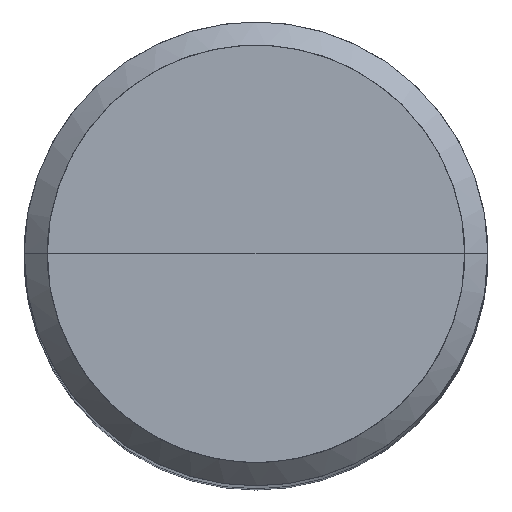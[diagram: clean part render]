
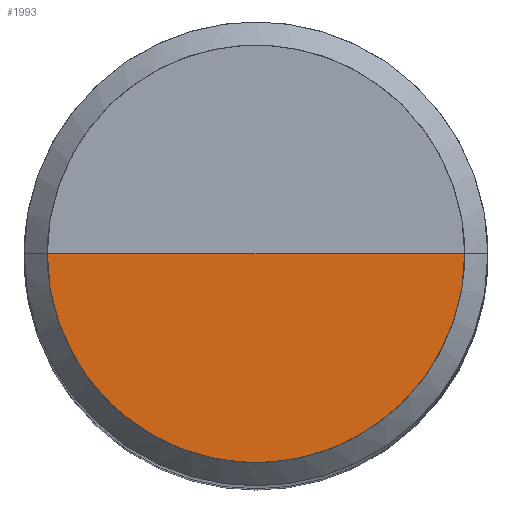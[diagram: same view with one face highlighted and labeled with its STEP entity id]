
A CAD part, top view. The second image highlights one B-rep face of the part: STEP entity #1993.
In plain terms, the highlighted free-form (B-spline) face has degree [1, 2] with [2, 5] control points.
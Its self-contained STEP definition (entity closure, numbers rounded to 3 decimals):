
#1680=CARTESIAN_POINT('',(9.0,0.0,64.0));
#1684=CARTESIAN_POINT('',(-9.0,0.0,64.0));
#1685=CARTESIAN_POINT('',(0.0,0.0,64.0));
#1692=CARTESIAN_POINT('',(-9.0,-9.0,64.0));
#1693=CARTESIAN_POINT('',(0.0,-9.0,64.0));
#1694=CARTESIAN_POINT('',(9.0,-9.0,64.0));
#1978=(
BOUNDED_SURFACE()
B_SPLINE_SURFACE(1,2,(
(#1684,#1692,#1693,#1694,#1680),
(#1685,#1685,#1685,#1685,#1685)
), .UNSPECIFIED.,.F.,.F.,.F.)
B_SPLINE_SURFACE_WITH_KNOTS((2,2),(3,2,3),(
0.0,1.0),(
0.0,0.5,1.0), .UNSPECIFIED.)
GEOMETRIC_REPRESENTATION_ITEM()
RATIONAL_B_SPLINE_SURFACE(((1.0,0.707,1.0,0.707,1.0),
(1.0,0.707,1.0,0.707,1.0)
))
REPRESENTATION_ITEM('')
SURFACE()
);
#1979=(
BOUNDED_CURVE()
B_SPLINE_CURVE(2,(#1680,#1694,#1693,#1692,#1684),.UNSPECIFIED.,.F.,.F.)
B_SPLINE_CURVE_WITH_KNOTS((3,2,3),
(0.0,0.5,1.0),.UNSPECIFIED.)
CURVE()
GEOMETRIC_REPRESENTATION_ITEM()
RATIONAL_B_SPLINE_CURVE((1.0,0.707,1.0,0.707,1.0))
REPRESENTATION_ITEM('')
);
#1980=(
BOUNDED_CURVE()
B_SPLINE_CURVE(1,(#1684,#1685),.UNSPECIFIED.,.F.,.F.)
B_SPLINE_CURVE_WITH_KNOTS((2,2),
(0.0,1.0),.UNSPECIFIED.)
CURVE()
GEOMETRIC_REPRESENTATION_ITEM()
RATIONAL_B_SPLINE_CURVE((1.0,1.0))
REPRESENTATION_ITEM('')
);
#1981=(
BOUNDED_CURVE()
B_SPLINE_CURVE(1,(#1685,#1680),.UNSPECIFIED.,.F.,.F.)
B_SPLINE_CURVE_WITH_KNOTS((2,2),
(0.0,1.0),.UNSPECIFIED.)
CURVE()
GEOMETRIC_REPRESENTATION_ITEM()
RATIONAL_B_SPLINE_CURVE((1.0,1.0))
REPRESENTATION_ITEM('')
);
#1982=VERTEX_POINT('',#1680);
#1983=VERTEX_POINT('',#1684);
#1984=VERTEX_POINT('',#1685);
#1985=EDGE_CURVE('',#1982,#1983,#1979,.T.);
#1986=EDGE_CURVE('',#1983,#1984,#1980,.T.);
#1987=EDGE_CURVE('',#1984,#1982,#1981,.T.);
#1988=ORIENTED_EDGE('',*,*,#1985,.T.);
#1989=ORIENTED_EDGE('',*,*,#1986,.T.);
#1990=ORIENTED_EDGE('',*,*,#1987,.T.);
#1991=EDGE_LOOP('',(#1988,#1989,#1990));
#1992=FACE_OUTER_BOUND('',#1991,.T.);
#1993=ADVANCED_FACE('',(#1992),#1978,.T.);
